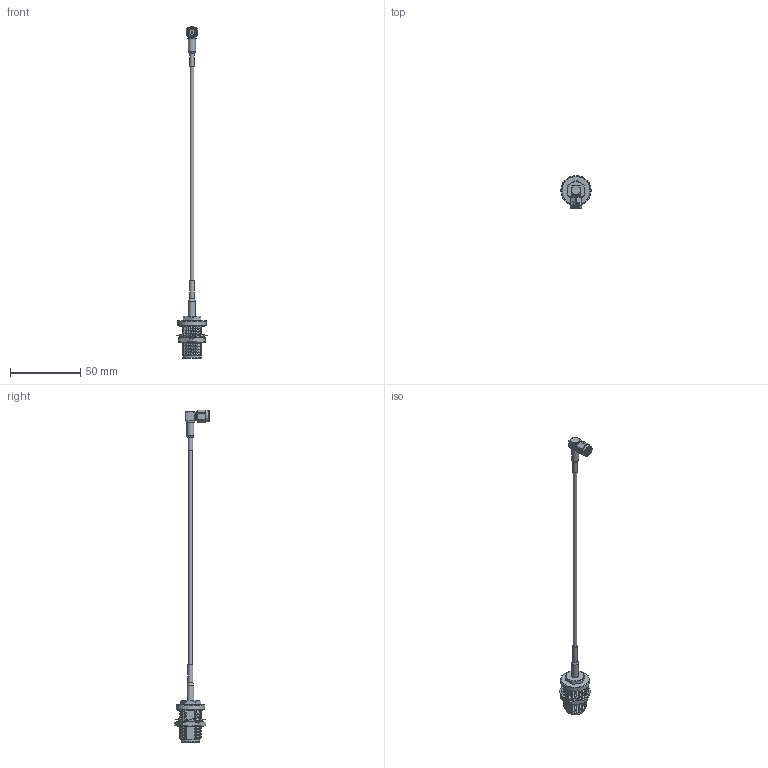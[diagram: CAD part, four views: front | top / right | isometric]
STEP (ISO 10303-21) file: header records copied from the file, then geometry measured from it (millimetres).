
FILE_DESCRIPTION (( 'STEP AP203' ), '1' );
FILE_NAME ('FMC0411315_3D.step', '2021-05-26T20:00:54', ( '' ), ( '' ), 'SwSTEP 2.0', 'SolidWorks 2020', '' );
FILE_SCHEMA (( 'CONFIG_CONTROL_DESIGN' ));
Products named in the file (4): SC6052^FMC0411315_Heat Shrink; FMC0411315_3D; RG316^FMC0411315_RG316; SC9333^FMC0411315_Heat Shrink
Assembly tree (3 placements, depth 2):
  FMC0411315_3D
    RG316^FMC0411315_RG316
    SC6052^FMC0411315_Heat Shrink
    SC9333^FMC0411315_Heat Shrink
Bounding box: 21.59 x 24.26 x 236.35 mm (x, y, z)
Volume: 7244.4 mm3; surface area: 6935.9 mm2
Topology: 7 solids, 7 shells, 578 faces, 1647 edges, 1099 vertices
Faces by surface type: plane 185, bspline 165, cylinder 133, cone 92, torus 3
Full cylindrical faces by diameter (mm): 0.94 x1, 1.194 x1, 1.778 x1, 2.286 x1, 2.489 x1, 2.794 x1, 3.302 x1, 3.556 x1, 4.064 x1, 4.572 x1, 4.75 x1, 5.004 x1, 5.835 x1, 5.842 x1, 6.35 x7, 6.539 x1, 7.877 x1, 8.382 x1, 11.113 x1, 13.335 x1, 15.875 x1, 18.923 x1, 20.5 x1, 21.59 x1
Entity records: 95552 total; most frequent: CARTESIAN_POINT 82455, ORIENTED_EDGE 3146, DIRECTION 1993, EDGE_CURVE 1573, VERTEX_POINT 1072, AXIS2_PLACEMENT_3D 727, EDGE_LOOP 633, FACE_OUTER_BOUND 600
